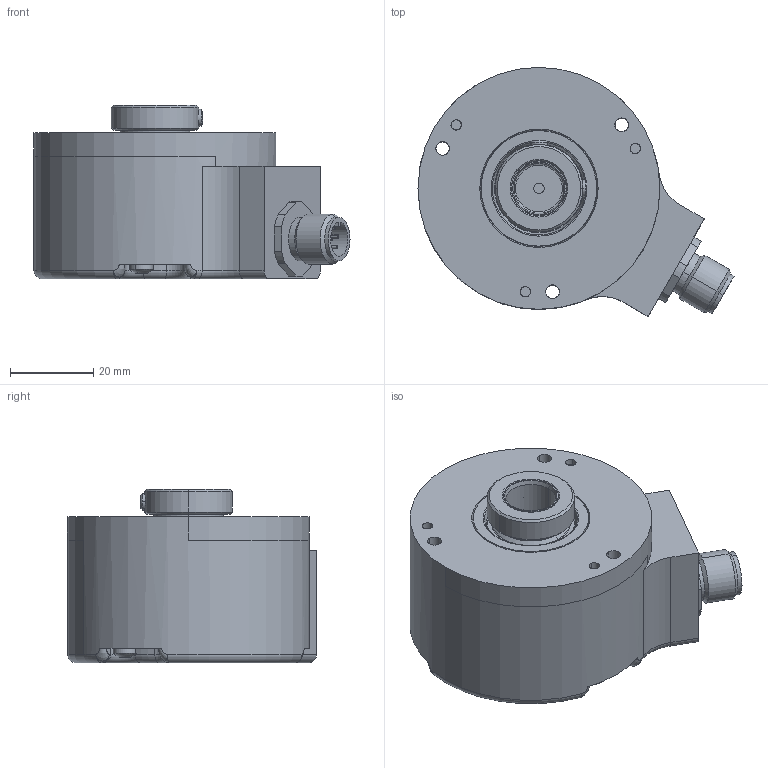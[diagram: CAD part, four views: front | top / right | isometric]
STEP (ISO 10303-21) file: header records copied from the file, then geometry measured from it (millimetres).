
FILE_DESCRIPTION((''),'2;1');
FILE_NAME('528955','2010-10-14T',('se2802'),(''),'PRO/ENGINEER BY PARAMETRIC TECHNOLOGY CORPORATION, 2010180','PRO/ENGINEER BY PARAMETRIC TECHNOLOGY CORPORATION, 2010180','');
FILE_SCHEMA(('CONFIG_CONTROL_DESIGN'));
Length unit declared in the file: millimetre
Products named in the file (1): 528955
Bounding box: 75.77 x 59.69 x 41.6 mm (x, y, z)
Volume: 59927.4 mm3; surface area: 37163.7 mm2
Topology: 1 solids, 2 shells, 1050 faces, 2916 edges, 1834 vertices
Faces by surface type: cylinder 464, plane 355, torus 106, cone 103, sphere 14, bspline 6, revolution 2
Entity records: 37317 total; most frequent: CARTESIAN_POINT 9481, DIRECTION 6208, ORIENTED_EDGE 5808, EDGE_CURVE 2904, AXIS2_PLACEMENT_3D 2471, VERTEX_POINT 1835, CIRCLE 1429, VECTOR 1264
